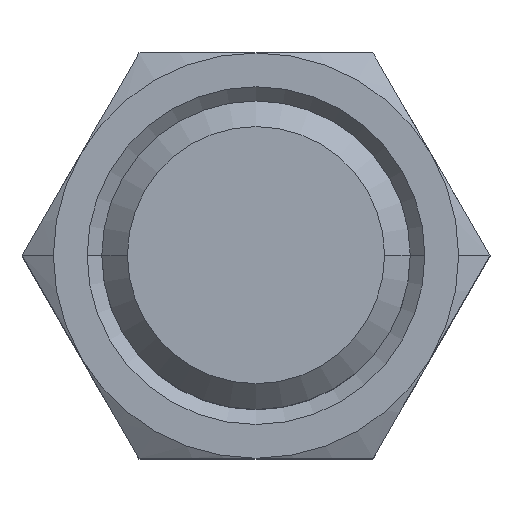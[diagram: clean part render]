
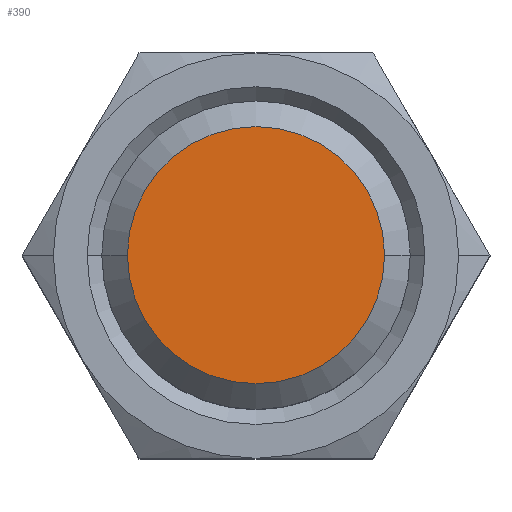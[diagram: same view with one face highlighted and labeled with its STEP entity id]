
A CAD part, top view. The second image highlights one B-rep face of the part: STEP entity #390.
In plain terms, the highlighted planar face has unit normal (0, 0, 1).
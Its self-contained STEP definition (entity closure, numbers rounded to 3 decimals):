
#136=CARTESIAN_POINT('',(0.,0.,70.));
#137=DIRECTION('',(0.,0.,1.));
#138=DIRECTION('',(1.,0.,0.));
#139=AXIS2_PLACEMENT_3D('',#136,#137,#138);
#144=CARTESIAN_POINT('',(0.,0.,70.));
#145=DIRECTION('',(0.,0.,1.));
#146=DIRECTION('',(-1.,0.,0.));
#147=AXIS2_PLACEMENT_3D('',#144,#145,#146);
#300=CARTESIAN_POINT('',(5.,0.,70.));
#301=CARTESIAN_POINT('',(-5.,0.,70.));
#302=VERTEX_POINT('',#300);
#303=VERTEX_POINT('',#301);
#380=CARTESIAN_POINT('',(0.,0.,70.));
#381=DIRECTION('',(0.,0.,1.));
#382=DIRECTION('',(1.,0.,0.));
#383=AXIS2_PLACEMENT_3D('',#380,#381,#382);
#384=PLANE('',#383);
#385=ORIENTED_EDGE('',*,*,#370,.F.);
#387=ORIENTED_EDGE('',*,*,#386,.F.);
#388=EDGE_LOOP('',(#385,#387));
#389=FACE_OUTER_BOUND('',#388,.F.);
#390=ADVANCED_FACE('',(#389),#384,.T.);
#140=CIRCLE('',#139,5.);
#148=CIRCLE('',#147,5.);
#370=EDGE_CURVE('',#302,#303,#140,.T.);
#386=EDGE_CURVE('',#303,#302,#148,.T.);
